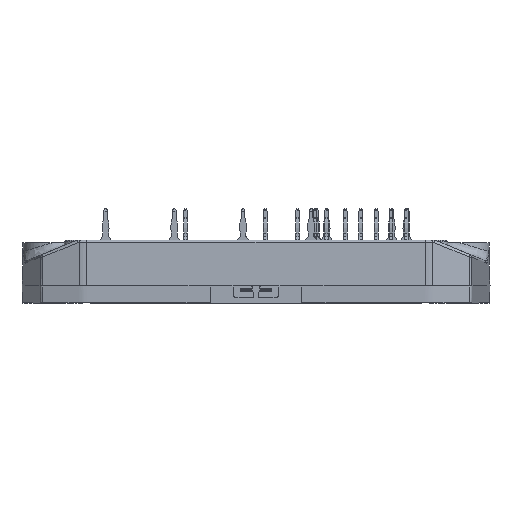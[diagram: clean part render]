
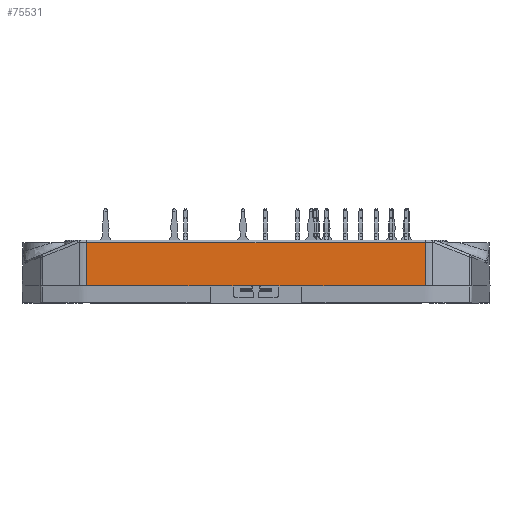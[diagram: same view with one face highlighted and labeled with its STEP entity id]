
A CAD part, front view. The second image highlights one B-rep face of the part: STEP entity #75531.
In plain terms, the highlighted planar face has unit normal (0, -1, 0.026).
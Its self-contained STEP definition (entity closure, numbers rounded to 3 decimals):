
#10859=ORIENTED_EDGE('',*,*,#24914,.F.);
#10860=ORIENTED_EDGE('',*,*,#24911,.T.);
#10861=ORIENTED_EDGE('',*,*,#25140,.F.);
#10862=ORIENTED_EDGE('',*,*,#24382,.F.);
#10863=ORIENTED_EDGE('',*,*,#24387,.T.);
#10864=ORIENTED_EDGE('',*,*,#24840,.T.);
#10865=ORIENTED_EDGE('',*,*,#25141,.T.);
#10866=ORIENTED_EDGE('',*,*,#25134,.F.);
#10867=ORIENTED_EDGE('',*,*,#25142,.T.);
#10868=ORIENTED_EDGE('',*,*,#25143,.F.);
#10869=ORIENTED_EDGE('',*,*,#25144,.F.);
#10870=ORIENTED_EDGE('',*,*,#25145,.F.);
#24382=EDGE_CURVE('',#31563,#31559,#36592,.F.);
#24387=EDGE_CURVE('',#31563,#31568,#36596,.T.);
#24840=EDGE_CURVE('',#31568,#31868,#36805,.T.);
#24911=EDGE_CURVE('',#31913,#31909,#36843,.F.);
#24914=EDGE_CURVE('',#31913,#31917,#36846,.T.);
#25134=EDGE_CURVE('',#31496,#31714,#36952,.T.);
#25140=EDGE_CURVE('',#31559,#31909,#36958,.T.);
#25141=EDGE_CURVE('',#31868,#31714,#36959,.T.);
#25142=EDGE_CURVE('',#31496,#31494,#36960,.T.);
#25143=EDGE_CURVE('',#32058,#31494,#36961,.T.);
#25144=EDGE_CURVE('',#32060,#32058,#36962,.T.);
#25145=EDGE_CURVE('',#31917,#32060,#36963,.T.);
#31494=VERTEX_POINT('',#105634);
#31496=VERTEX_POINT('',#105639);
#31559=VERTEX_POINT('',#105994);
#31563=VERTEX_POINT('',#106006);
#31568=VERTEX_POINT('',#106017);
#31714=VERTEX_POINT('',#106928);
#31868=VERTEX_POINT('',#107978);
#31909=VERTEX_POINT('',#108292);
#31913=VERTEX_POINT('',#108304);
#31917=VERTEX_POINT('',#108314);
#32058=VERTEX_POINT('',#109229);
#32060=VERTEX_POINT('',#109242);
#36592=LINE('',#106008,#41657);
#36596=LINE('',#106018,#41661);
#36805=LINE('',#107979,#41870);
#36843=LINE('',#108307,#41908);
#36846=LINE('',#108313,#41911);
#36952=LINE('',#109224,#42017);
#36958=LINE('',#109237,#42023);
#36959=LINE('',#109238,#42024);
#36960=LINE('',#109239,#42025);
#36961=LINE('',#109240,#42026);
#36962=LINE('',#109241,#42027);
#36963=LINE('',#109243,#42028);
#41657=VECTOR('',#88537,1000.);
#41661=VECTOR('',#88545,1000.);
#41870=VECTOR('',#89290,1000.);
#41908=VECTOR('',#89406,1000.);
#41911=VECTOR('',#89411,1000.);
#42017=VECTOR('',#89759,1000.);
#42023=VECTOR('',#89773,1000.);
#42024=VECTOR('',#89774,1000.);
#42025=VECTOR('',#89775,1000.);
#42026=VECTOR('',#89776,1000.);
#42027=VECTOR('',#89777,1000.);
#42028=VECTOR('',#89778,1000.);
#46446=EDGE_LOOP('',(#10859,#10860,#10861,#10862,#10863,#10864,#10865,#10866,
#10867,#10868,#10869,#10870));
#49631=FACE_BOUND('',#46446,.T.);
#52006=PLANE('',#79778);
#75531=ADVANCED_FACE('',(#49631),#52006,.T.);
#79778=AXIS2_PLACEMENT_3D('',#109236,#89771,#89772);
#88537=DIRECTION('',(-0.006,-0.026,-1.));
#88545=DIRECTION('',(1.,0.,0.));
#89290=DIRECTION('',(1.,0.,0.));
#89406=DIRECTION('',(0.006,-0.026,-1.));
#89411=DIRECTION('',(-1.,0.,0.));
#89759=DIRECTION('',(-1.,0.,0.));
#89771=DIRECTION('',(0.,-1.,0.026));
#89772=DIRECTION('',(0.,0.026,1.));
#89773=DIRECTION('',(1.,0.,0.));
#89774=DIRECTION('',(1.,0.,0.));
#89775=DIRECTION('',(1.,0.,0.));
#89776=DIRECTION('',(-1.,0.,0.));
#89777=DIRECTION('',(-1.,0.,0.));
#89778=DIRECTION('',(-1.,0.,0.));
#105634=CARTESIAN_POINT('',(0.827,-30.776,2.02));
#105639=CARTESIAN_POINT('',(-0.827,-30.776,2.02));
#105994=CARTESIAN_POINT('',(-29.469,-30.58,9.533));
#106006=CARTESIAN_POINT('',(-29.513,-30.776,2.02));
#106008=CARTESIAN_POINT('',(-29.512,-30.775,2.087));
#106017=CARTESIAN_POINT('',(-29.513,-30.776,2.02));
#106018=CARTESIAN_POINT('',(-17.961,-30.776,2.02));
#106928=CARTESIAN_POINT('',(-4.,-30.776,2.02));
#107978=CARTESIAN_POINT('',(-8.,-30.776,2.02));
#107979=CARTESIAN_POINT('',(-17.961,-30.776,2.02));
#108292=CARTESIAN_POINT('',(29.469,-30.58,9.533));
#108304=CARTESIAN_POINT('',(29.513,-30.776,2.02));
#108307=CARTESIAN_POINT('',(29.512,-30.775,2.087));
#108313=CARTESIAN_POINT('',(17.961,-30.776,2.02));
#108314=CARTESIAN_POINT('',(29.513,-30.776,2.02));
#109224=CARTESIAN_POINT('',(-17.961,-30.776,2.02));
#109229=CARTESIAN_POINT('',(4.,-30.776,2.02));
#109236=CARTESIAN_POINT('',(17.961,-30.776,2.02));
#109237=CARTESIAN_POINT('',(27.533,-30.58,9.533));
#109238=CARTESIAN_POINT('',(-17.961,-30.776,2.02));
#109239=CARTESIAN_POINT('',(-0.65,-30.776,2.02));
#109240=CARTESIAN_POINT('',(-17.961,-30.776,2.02));
#109241=CARTESIAN_POINT('',(17.961,-30.776,2.02));
#109242=CARTESIAN_POINT('',(8.,-30.776,2.02));
#109243=CARTESIAN_POINT('',(17.961,-30.776,2.02));
